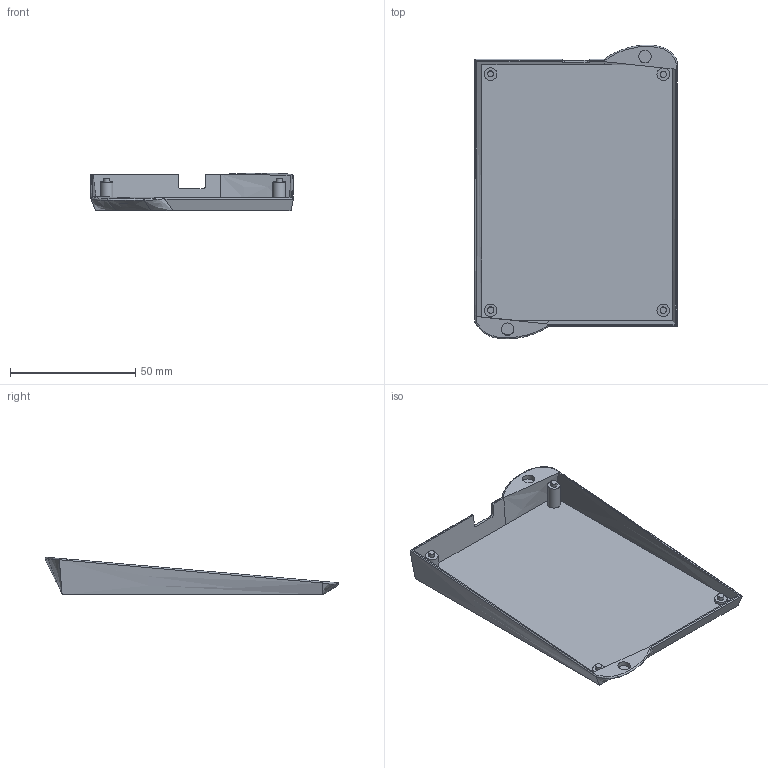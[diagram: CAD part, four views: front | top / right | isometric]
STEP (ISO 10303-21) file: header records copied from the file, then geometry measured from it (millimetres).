
FILE_DESCRIPTION(/* description */ (''),/* implementation_level */ '2;1');
FILE_NAME(/* name */ 'MS_Case.step',/* time_stamp */ '2024-10-21T21:14:24Z',/* author */ (''),/* organization */ (''),/* preprocessor_version */ 'ST-DEVELOPER v20',/* originating_system */ 'Autodesk Translation Framework v13.20.0.188',/* authorisation */ '');
FILE_SCHEMA (('AUTOMOTIVE_DESIGN { 1 0 10303 214 3 1 1 }'));
Length unit declared in the file: millimetre
Products named in the file (1): Case
Bounding box: 80.89 x 117.15 x 14.99 mm (x, y, z)
Volume: 20902.5 mm3; surface area: 24726.1 mm2
Topology: 1 solids, 1 shells, 59 faces, 148 edges, 98 vertices
Faces by surface type: plane 24, bspline 20, cylinder 15
Full cylindrical faces by diameter (mm): 2.4 x1, 2.5 x3, 5 x6
Entity records: 2603 total; most frequent: CARTESIAN_POINT 1249, ORIENTED_EDGE 304, DIRECTION 210, EDGE_CURVE 152, VERTEX_POINT 98, EDGE_LOOP 72, AXIS2_PLACEMENT_3D 71, LINE 68
